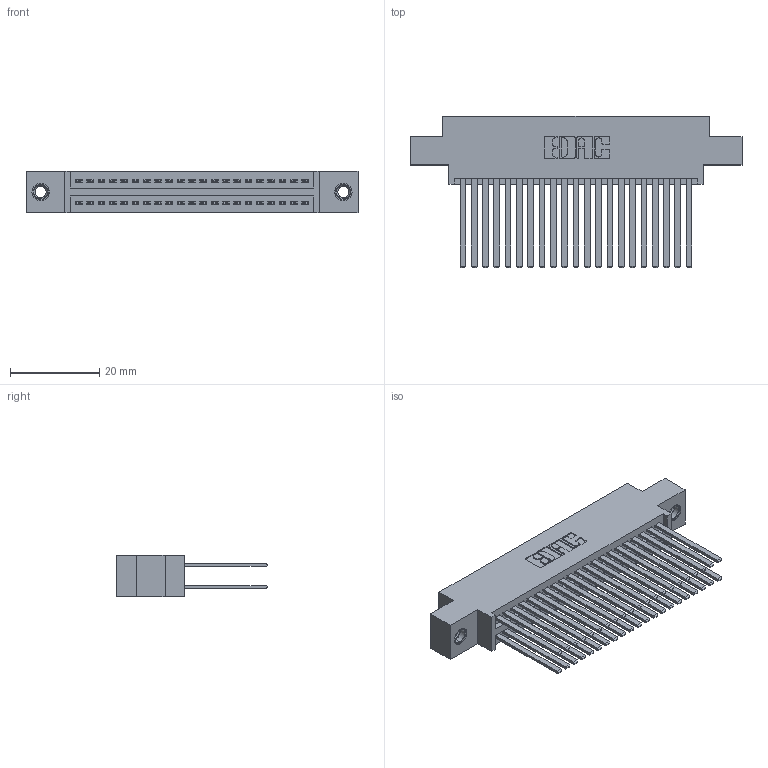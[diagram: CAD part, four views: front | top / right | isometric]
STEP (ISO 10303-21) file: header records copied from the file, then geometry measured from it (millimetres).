
FILE_DESCRIPTION (( 'STEP AP203' ), '1' );
FILE_NAME ('345-042-544-807.STEP', '2018-09-07T23:03:44', ( '' ), ( '' ), 'SwSTEP 2.0', 'SolidWorks 2016', '' );
FILE_SCHEMA (( 'CONFIG_CONTROL_DESIGN' ));
Length unit declared in the file: inch
Products named in the file (4): 345-250-001_345-250-005-103; 345-042-544-807; 345 Part_0.170 Offset - 0.156 Dia-TI; 345-292-001_345-293-144
Assembly tree (45 placements, depth 2):
  345-042-544-807
    345 Part_0.170 Offset - 0.156 Dia-TI
    345-292-001_345-293-144  x42
    345-250-001_345-250-005-103  x2
Bounding box: 74.55 x 33.96 x 9.4 mm (x, y, z)
Volume: 7508.7 mm3; surface area: 12589.4 mm2
Topology: 45 solids, 45 shells, 2038 faces, 5991 edges, 3930 vertices
Faces by surface type: plane 1334, cylinder 688, cone 12, torus 4
Entity records: 20438 total; most frequent: CARTESIAN_POINT 3427, ORIENTED_EDGE 3354, DIRECTION 3071, EDGE_CURVE 1677, VECTOR 1445, LINE 1445, VERTEX_POINT 1112, AXIS2_PLACEMENT_3D 813
